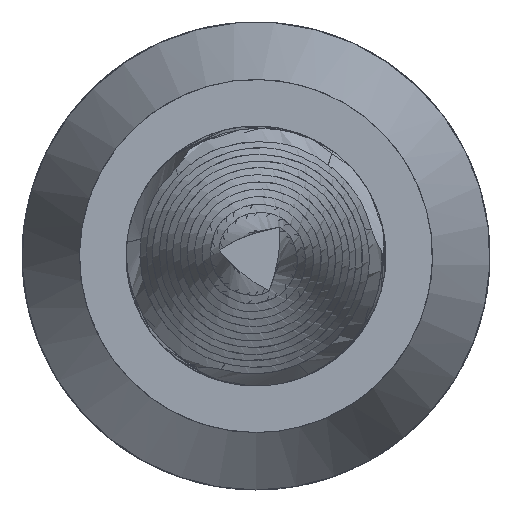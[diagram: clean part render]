
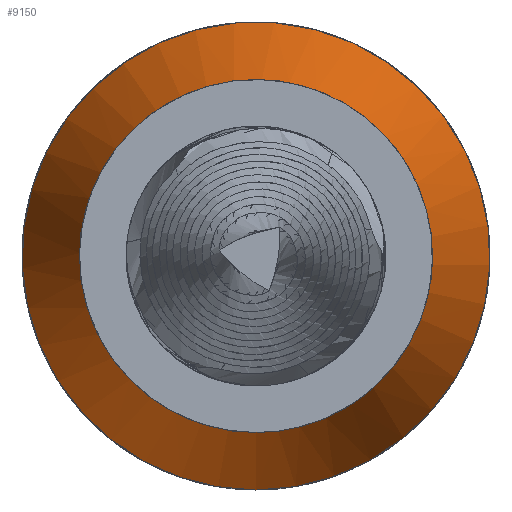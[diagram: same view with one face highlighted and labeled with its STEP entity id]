
A CAD part, front view. The second image highlights one B-rep face of the part: STEP entity #9150.
In plain terms, the highlighted free-form (B-spline) face has degree [2, 1] with [7, 2] control points.
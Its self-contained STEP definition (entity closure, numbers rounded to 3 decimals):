
#9150 = ADVANCED_FACE('',(#9151),#9193,.T.);
#9151 = FACE_BOUND('',#9152,.T.);
#9152 = EDGE_LOOP('',(#9153,#9170,#9177,#9192));
#9153 = ORIENTED_EDGE('',*,*,#9154,.F.);
#9154 = EDGE_CURVE('',#9155,#9155,#9157,.T.);
#9155 = VERTEX_POINT('',#9156);
#9156 = CARTESIAN_POINT('',(0.,23.48,
    -1.008));
#9157 = B_SPLINE_CURVE_WITH_KNOTS('',11,(#9158,#9159,#9160,#9161,#9162,
    #9163,#9164,#9165,#9166,#9167,#9168,#9169),.UNSPECIFIED.,.T.,.F.,(12
    ,12),(0.,1.),.PIECEWISE_BEZIER_KNOTS.);
#9158 = CARTESIAN_POINT('',(0.,23.48,
    -1.008));
#9159 = CARTESIAN_POINT('',(0.576,23.48,
    -1.008));
#9160 = CARTESIAN_POINT('',(1.151,23.48,
    -0.646));
#9161 = CARTESIAN_POINT('',(1.475,23.48,
    0.078));
#9162 = CARTESIAN_POINT('',(1.292,23.48,0.962)
  );
#9163 = CARTESIAN_POINT('',(0.533,23.48,1.622
    ));
#9164 = CARTESIAN_POINT('',(-0.533,23.48,
    1.622));
#9165 = CARTESIAN_POINT('',(-1.292,23.48,
    0.962));
#9166 = CARTESIAN_POINT('',(-1.475,23.48,
    0.078));
#9167 = CARTESIAN_POINT('',(-1.151,23.48,
    -0.646));
#9168 = CARTESIAN_POINT('',(-0.576,23.48,
    -1.008));
#9169 = CARTESIAN_POINT('',(0.,23.48,
    -1.008));
#9170 = ORIENTED_EDGE('',*,*,#9171,.F.);
#9171 = EDGE_CURVE('',#9172,#9155,#9174,.T.);
#9172 = VERTEX_POINT('',#9173);
#9173 = CARTESIAN_POINT('',(0.,22.785,
    -0.76));
#9174 = B_SPLINE_CURVE_WITH_KNOTS('',1,(#9175,#9176),.UNSPECIFIED.,.F.,
  .F.,(2,2),(0.,0.768),
  .PIECEWISE_BEZIER_KNOTS.);
#9175 = CARTESIAN_POINT('',(0.,22.785,
    -0.76));
#9176 = CARTESIAN_POINT('',(0.,23.48,
    -1.008));
#9177 = ORIENTED_EDGE('',*,*,#9178,.F.);
#9178 = EDGE_CURVE('',#9172,#9172,#9179,.T.);
#9179 = B_SPLINE_CURVE_WITH_KNOTS('',11,(#9180,#9181,#9182,#9183,#9184,
    #9185,#9186,#9187,#9188,#9189,#9190,#9191),.UNSPECIFIED.,.T.,.F.,(12
    ,12),(0.,1.),.PIECEWISE_BEZIER_KNOTS.);
#9180 = CARTESIAN_POINT('',(0.,22.785,
    -0.76));
#9181 = CARTESIAN_POINT('',(-0.434,22.785,
    -0.76));
#9182 = CARTESIAN_POINT('',(-0.868,22.785,
    -0.487));
#9183 = CARTESIAN_POINT('',(-1.112,22.785,
    0.059));
#9184 = CARTESIAN_POINT('',(-0.975,22.785,
    0.726));
#9185 = CARTESIAN_POINT('',(-0.402,22.785,
    1.223));
#9186 = CARTESIAN_POINT('',(0.402,22.785,1.223
    ));
#9187 = CARTESIAN_POINT('',(0.975,22.785,0.726
    ));
#9188 = CARTESIAN_POINT('',(1.112,22.785,
    0.059));
#9189 = CARTESIAN_POINT('',(0.868,22.785,
    -0.487));
#9190 = CARTESIAN_POINT('',(0.434,22.785,
    -0.76));
#9191 = CARTESIAN_POINT('',(0.,22.785,
    -0.76));
#9192 = ORIENTED_EDGE('',*,*,#9171,.T.);
#9193 = ( BOUNDED_SURFACE() B_SPLINE_SURFACE(2,1,(
    (#9194,#9195)
    ,(#9196,#9197)
    ,(#9198,#9199)
    ,(#9200,#9201)
    ,(#9202,#9203)
    ,(#9204,#9205)
    ,(#9206,#9207
)),.UNSPECIFIED.,.T.,.F.,.F.) B_SPLINE_SURFACE_WITH_KNOTS((3,2,2,3),(2,2
    ),(3.142,5.236,7.33,9.425),(0.,
    0.768),.PIECEWISE_BEZIER_KNOTS.) 
GEOMETRIC_REPRESENTATION_ITEM() RATIONAL_B_SPLINE_SURFACE((
    (1.,1.)
    ,(0.5,0.5)
    ,(1.,1.)
    ,(0.5,0.5)
    ,(1.,1.)
    ,(0.5,0.5)
,(1.,1.))) REPRESENTATION_ITEM('') SURFACE() );
#9194 = CARTESIAN_POINT('',(0.,22.785,
    -0.76));
#9195 = CARTESIAN_POINT('',(0.,23.48,
    -1.008));
#9196 = CARTESIAN_POINT('',(1.317,22.785,
    -0.76));
#9197 = CARTESIAN_POINT('',(1.746,23.48,
    -1.008));
#9198 = CARTESIAN_POINT('',(0.658,22.785,
    0.38));
#9199 = CARTESIAN_POINT('',(0.873,23.48,
    0.504));
#9200 = CARTESIAN_POINT('',(0.,22.785,
    1.52));
#9201 = CARTESIAN_POINT('',(0.,23.48,
    2.016));
#9202 = CARTESIAN_POINT('',(-0.658,22.785,
    0.38));
#9203 = CARTESIAN_POINT('',(-0.873,23.48,
    0.504));
#9204 = CARTESIAN_POINT('',(-1.317,22.785,
    -0.76));
#9205 = CARTESIAN_POINT('',(-1.746,23.48,
    -1.008));
#9206 = CARTESIAN_POINT('',(0.,22.785,
    -0.76));
#9207 = CARTESIAN_POINT('',(0.,23.48,
    -1.008));
